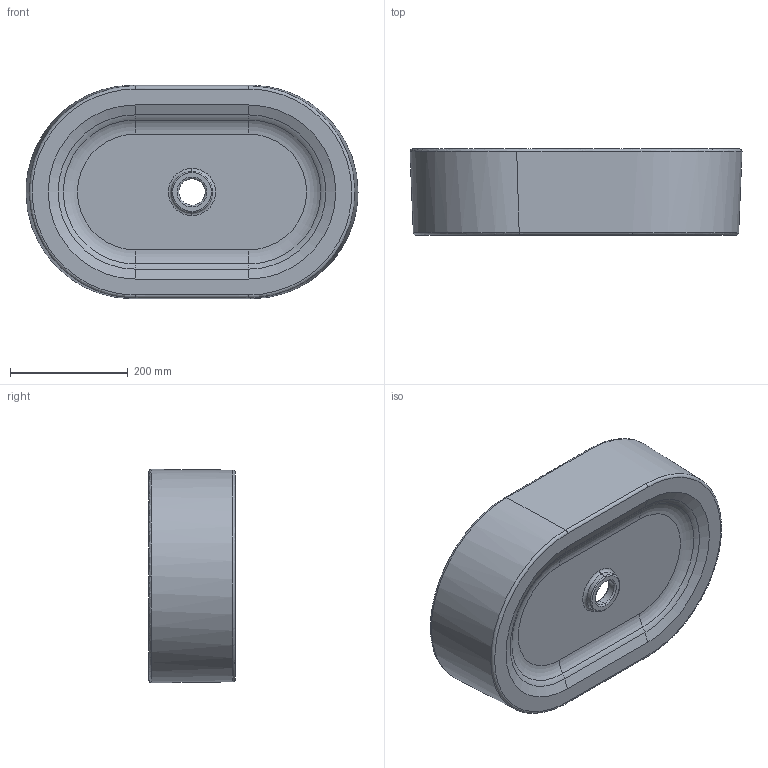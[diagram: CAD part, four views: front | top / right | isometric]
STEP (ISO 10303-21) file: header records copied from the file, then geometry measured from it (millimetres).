
FILE_DESCRIPTION (( 'STEP AP214' ), '1' );
FILE_NAME ('SI056RCB_STEP_v11223.STEP', '2023-12-13T12:20:25', ( '' ), ( '' ), 'SwSTEP 2.0', 'SolidWorks 2019', '' );
FILE_SCHEMA (( 'AUTOMOTIVE_DESIGN' ));
Length unit declared in the file: millimetre
Products named in the file (1): SI056RCB_STEP_v11223
Bounding box: 564.57 x 147 x 362.89 mm (x, y, z)
Volume: 7295455.3 mm3; surface area: 683786.4 mm2
Topology: 1 solids, 1 shells, 45 faces, 112 edges, 70 vertices
Faces by surface type: bspline 20, torus 10, cylinder 8, plane 5, cone 2
Entity records: 8161 total; most frequent: CARTESIAN_POINT 7191, ORIENTED_EDGE 224, DIRECTION 156, EDGE_CURVE 112, AXIS2_PLACEMENT_3D 70, VERTEX_POINT 70, B_SPLINE_CURVE_WITH_KNOTS 50, EDGE_LOOP 48
